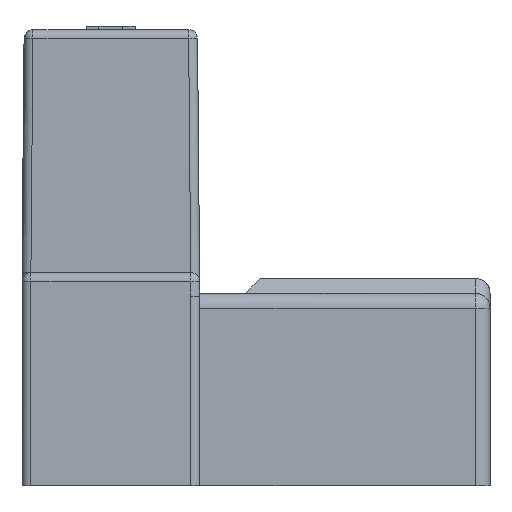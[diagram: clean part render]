
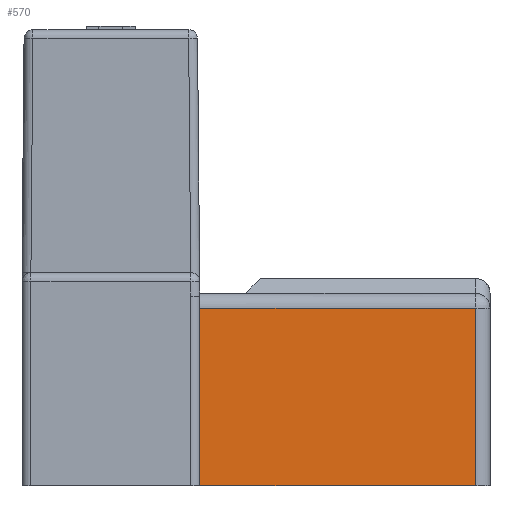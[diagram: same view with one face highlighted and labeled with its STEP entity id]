
A CAD part, left-side view. The second image highlights one B-rep face of the part: STEP entity #570.
In plain terms, the highlighted planar face has unit normal (-1, -0.018, 0).
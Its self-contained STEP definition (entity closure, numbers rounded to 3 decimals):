
#570=ADVANCED_FACE('',(#906),#776,.T.);
#776=PLANE('',#4195);
#906=FACE_OUTER_BOUND('',#1126,.T.);
#1126=EDGE_LOOP('',(#1739,#1740,#1741,#1742));
#1739=ORIENTED_EDGE('',*,*,#2764,.T.);
#1740=ORIENTED_EDGE('',*,*,#3028,.T.);
#1741=ORIENTED_EDGE('',*,*,#3029,.T.);
#1742=ORIENTED_EDGE('',*,*,#2837,.F.);
#2418=VERTEX_POINT('',#5614);
#2419=VERTEX_POINT('',#5616);
#2486=VERTEX_POINT('',#5764);
#2618=VERTEX_POINT('',#6138);
#2764=EDGE_CURVE('',#2419,#2418,#3294,.T.);
#2837=EDGE_CURVE('',#2419,#2486,#3355,.T.);
#3028=EDGE_CURVE('',#2418,#2618,#3525,.T.);
#3029=EDGE_CURVE('',#2618,#2486,#3526,.T.);
#3294=LINE('',#5615,#3721);
#3355=LINE('',#5763,#3782);
#3525=LINE('',#6137,#3952);
#3526=LINE('',#6139,#3953);
#3721=VECTOR('',#4497,1.);
#3782=VECTOR('',#4598,1.);
#3952=VECTOR('',#4912,1.);
#3953=VECTOR('',#4913,1.);
#4195=AXIS2_PLACEMENT_3D('',#6140,#4914,#4915);
#4497=DIRECTION('',(0.017,-1.,0.));
#4598=DIRECTION('',(0.,0.,1.));
#4912=DIRECTION('',(0.,0.,1.));
#4913=DIRECTION('',(-0.017,1.,0.));
#4914=DIRECTION('',(-1.,-0.017,0.));
#4915=DIRECTION('',(0.017,-1.,0.));
#5614=CARTESIAN_POINT('',(86.52,18.755,-83.));
#5615=CARTESIAN_POINT('',(86.529,18.267,-83.));
#5616=CARTESIAN_POINT('',(86.358,28.059,-83.));
#5763=CARTESIAN_POINT('',(86.358,28.059,-79.5));
#5764=CARTESIAN_POINT('',(86.358,28.059,-76.997));
#6137=CARTESIAN_POINT('',(86.52,18.755,-76.5));
#6138=CARTESIAN_POINT('',(86.52,18.755,-76.997));
#6139=CARTESIAN_POINT('',(86.358,28.06,-76.997));
#6140=CARTESIAN_POINT('',(86.529,18.267,-79.5));
